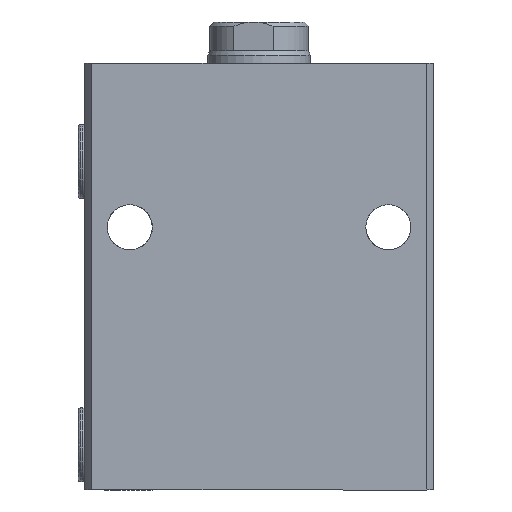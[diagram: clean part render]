
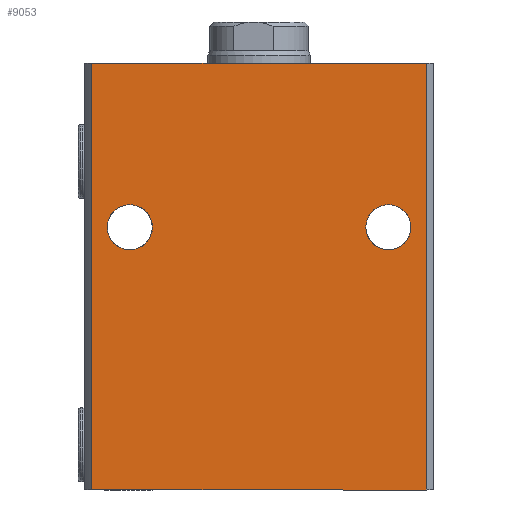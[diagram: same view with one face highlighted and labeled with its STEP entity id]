
A CAD part, front view. The second image highlights one B-rep face of the part: STEP entity #9053.
In plain terms, the highlighted planar face has unit normal (0, -1, 0).
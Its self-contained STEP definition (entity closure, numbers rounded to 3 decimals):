
#47 = CARTESIAN_POINT ( 'NONE',  ( -13838.737, 2467.374, 64. ) ) ;
#277 = DIRECTION ( 'NONE',  ( 0., -1., 0. ) ) ;
#393 = FACE_BOUND ( 'NONE', #1870, .T. ) ;
#542 = VECTOR ( 'NONE', #10266, 1000. ) ;
#547 = VERTEX_POINT ( 'NONE', #47 ) ;
#646 = CARTESIAN_POINT ( 'NONE',  ( -13827.737, 2467.375, 64. ) ) ;
#837 = VERTEX_POINT ( 'NONE', #7252 ) ;
#893 = ORIENTED_EDGE ( 'NONE', *, *, #5958, .F. ) ;
#1197 = CARTESIAN_POINT ( 'NONE',  ( -13905.478, 2467.371, 104. ) ) ;
#1250 = ORIENTED_EDGE ( 'NONE', *, *, #4789, .F. ) ;
#1466 = LINE ( 'NONE', #5810, #8026 ) ;
#1482 = AXIS2_PLACEMENT_3D ( 'NONE', #6071, #6965, #1844 ) ;
#1664 = CARTESIAN_POINT ( 'NONE',  ( -13890.737, 2467.372, 64. ) ) ;
#1708 = AXIS2_PLACEMENT_3D ( 'NONE', #9163, #4052, #10037 ) ;
#1844 = DIRECTION ( 'NONE',  ( -1., 0., 0. ) ) ;
#1870 = EDGE_LOOP ( 'NONE', ( #893, #7621 ) ) ;
#2116 = CIRCLE ( 'NONE', #4162, 5.5 ) ;
#2224 = VERTEX_POINT ( 'NONE', #1197 ) ;
#2232 = CIRCLE ( 'NONE', #1708, 5.5 ) ;
#2555 = CARTESIAN_POINT ( 'NONE',  ( -13905.478, 2467.371, 104. ) ) ;
#2667 = PLANE ( 'NONE',  #1482 ) ;
#2694 = FACE_OUTER_BOUND ( 'NONE', #3468, .T. ) ;
#2934 = ORIENTED_EDGE ( 'NONE', *, *, #5010, .F. ) ;
#2998 = EDGE_CURVE ( 'NONE', #547, #8761, #5061, .T. ) ;
#3468 = EDGE_LOOP ( 'NONE', ( #3653, #1250, #2934, #6927 ) ) ;
#3653 = ORIENTED_EDGE ( 'NONE', *, *, #6478, .F. ) ;
#3689 = CARTESIAN_POINT ( 'NONE',  ( -13905.478, 2467.371, 104. ) ) ;
#3722 = DIRECTION ( 'NONE',  ( 0., -1., 0. ) ) ;
#4012 = EDGE_CURVE ( 'NONE', #4352, #5647, #4564, .T. ) ;
#4036 = CARTESIAN_POINT ( 'NONE',  ( -13905.478, 2467.371, 0. ) ) ;
#4052 = DIRECTION ( 'NONE',  ( 0., -1., 0. ) ) ;
#4162 = AXIS2_PLACEMENT_3D ( 'NONE', #4811, #10804, #5679 ) ;
#4190 = DIRECTION ( 'NONE',  ( 0., 0., -1. ) ) ;
#4352 = VERTEX_POINT ( 'NONE', #9722 ) ;
#4564 = CIRCLE ( 'NONE', #10932, 5.5 ) ;
#4789 = EDGE_CURVE ( 'NONE', #2224, #11078, #9650, .T. ) ;
#4811 = CARTESIAN_POINT ( 'NONE',  ( -13833.237, 2467.375, 64. ) ) ;
#4947 = FACE_BOUND ( 'NONE', #9326, .T. ) ;
#5010 = EDGE_CURVE ( 'NONE', #6062, #2224, #10579, .T. ) ;
#5061 = CIRCLE ( 'NONE', #10621, 5.5 ) ;
#5409 = CARTESIAN_POINT ( 'NONE',  ( -13896.237, 2467.371, 64. ) ) ;
#5575 = EDGE_CURVE ( 'NONE', #837, #6062, #1466, .T. ) ;
#5647 = VERTEX_POINT ( 'NONE', #1664 ) ;
#5679 = DIRECTION ( 'NONE',  ( 1., 0., 0. ) ) ;
#5810 = CARTESIAN_POINT ( 'NONE',  ( -13905.478, 2467.371, 0. ) ) ;
#5931 = ORIENTED_EDGE ( 'NONE', *, *, #4012, .F. ) ;
#5958 = EDGE_CURVE ( 'NONE', #8761, #547, #2116, .T. ) ;
#6021 = LINE ( 'NONE', #9307, #10554 ) ;
#6062 = VERTEX_POINT ( 'NONE', #4036 ) ;
#6071 = CARTESIAN_POINT ( 'NONE',  ( -13905.478, 2467.371, 104. ) ) ;
#6264 = DIRECTION ( 'NONE',  ( 1., 0., 0. ) ) ;
#6478 = EDGE_CURVE ( 'NONE', #11078, #837, #6021, .T. ) ;
#6581 = ORIENTED_EDGE ( 'NONE', *, *, #8727, .F. ) ;
#6668 = DIRECTION ( 'NONE',  ( -1., 0., 0. ) ) ;
#6927 = ORIENTED_EDGE ( 'NONE', *, *, #5575, .F. ) ;
#6965 = DIRECTION ( 'NONE',  ( 0., 1., 0. ) ) ;
#6972 = CARTESIAN_POINT ( 'NONE',  ( -13823.997, 2467.375, 104. ) ) ;
#7252 = CARTESIAN_POINT ( 'NONE',  ( -13823.997, 2467.375, 0. ) ) ;
#7621 = ORIENTED_EDGE ( 'NONE', *, *, #2998, .F. ) ;
#8026 = VECTOR ( 'NONE', #6668, 1000. ) ;
#8307 = VECTOR ( 'NONE', #8802, 1000. ) ;
#8727 = EDGE_CURVE ( 'NONE', #5647, #4352, #2232, .T. ) ;
#8761 = VERTEX_POINT ( 'NONE', #646 ) ;
#8802 = DIRECTION ( 'NONE',  ( 0., 0., 1. ) ) ;
#8840 = CARTESIAN_POINT ( 'NONE',  ( -13833.237, 2467.375, 64. ) ) ;
#9053 = ADVANCED_FACE ( 'NONE', ( #393, #4947, #2694 ), #2667, .F. ) ;
#9163 = CARTESIAN_POINT ( 'NONE',  ( -13896.237, 2467.371, 64. ) ) ;
#9307 = CARTESIAN_POINT ( 'NONE',  ( -13823.997, 2467.375, 104. ) ) ;
#9326 = EDGE_LOOP ( 'NONE', ( #6581, #5931 ) ) ;
#9650 = LINE ( 'NONE', #2555, #542 ) ;
#9698 = DIRECTION ( 'NONE',  ( 1., 0., 0. ) ) ;
#9722 = CARTESIAN_POINT ( 'NONE',  ( -13901.737, 2467.371, 64. ) ) ;
#10037 = DIRECTION ( 'NONE',  ( 1., 0., 0. ) ) ;
#10266 = DIRECTION ( 'NONE',  ( 1., 0., 0. ) ) ;
#10554 = VECTOR ( 'NONE', #4190, 1000. ) ;
#10579 = LINE ( 'NONE', #3689, #8307 ) ;
#10621 = AXIS2_PLACEMENT_3D ( 'NONE', #8840, #3722, #9698 ) ;
#10804 = DIRECTION ( 'NONE',  ( 0., -1., 0. ) ) ;
#10932 = AXIS2_PLACEMENT_3D ( 'NONE', #5409, #277, #6264 ) ;
#11078 = VERTEX_POINT ( 'NONE', #6972 ) ;
